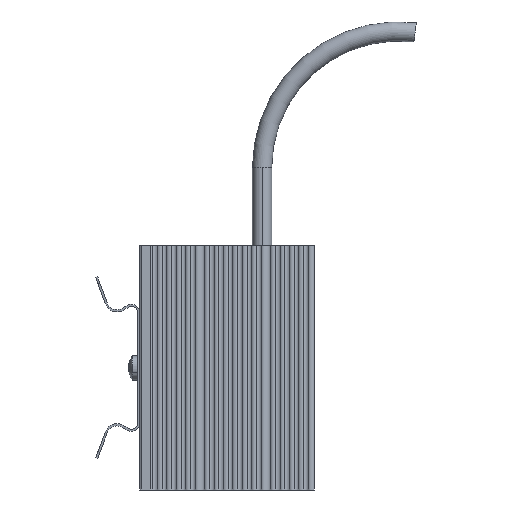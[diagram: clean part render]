
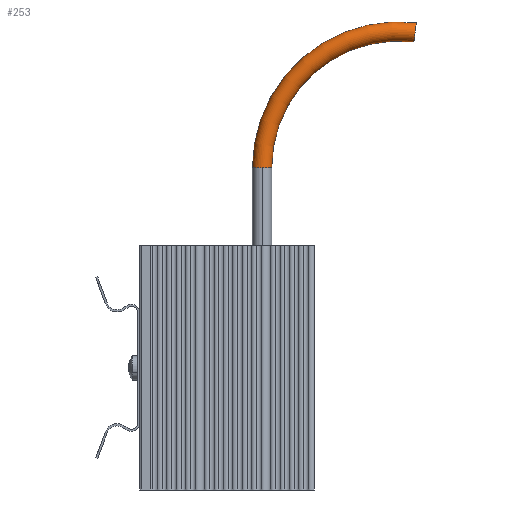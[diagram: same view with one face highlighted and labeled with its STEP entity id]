
A CAD part, front view. The second image highlights one B-rep face of the part: STEP entity #253.
In plain terms, the highlighted toroidal (fillet/blend) face has major radius 39.047 mm and minor radius 2.75 mm.
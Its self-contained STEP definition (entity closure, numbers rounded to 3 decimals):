
#218 = AXIS2_PLACEMENT_3D ( 'NONE', #3903, #3899, #3905 ) ;
#253 = ADVANCED_FACE ( 'NONE', ( #3902 ), #6755, .T. ) ;
#694 = VERTEX_POINT ( 'NONE', #1842 ) ;
#716 = VERTEX_POINT ( 'NONE', #1864 ) ;
#725 = VERTEX_POINT ( 'NONE', #1873 ) ;
#736 = VERTEX_POINT ( 'NONE', #1884 ) ;
#738 = VERTEX_POINT ( 'NONE', #1886 ) ;
#977 = CARTESIAN_POINT ( 'NONE',  ( 39.047, 27.247, 0. ) ) ;
#978 = DIRECTION ( 'NONE',  ( 0., 0., -1. ) ) ;
#979 = DIRECTION ( 'NONE',  ( -1., 0., 0. ) ) ;
#986 = CARTESIAN_POINT ( 'NONE',  ( 39.047, 27.247, 0. ) ) ;
#987 = DIRECTION ( 'NONE',  ( 0., 0., -1. ) ) ;
#988 = DIRECTION ( 'NONE',  ( -1., 0., 0. ) ) ;
#995 = CARTESIAN_POINT ( 'NONE',  ( 0., 27.247, 0. ) ) ;
#996 = DIRECTION ( 'NONE',  ( 0., 1., 0. ) ) ;
#997 = DIRECTION ( 'NONE',  ( 0., 0., 1. ) ) ;
#1004 = CARTESIAN_POINT ( 'NONE',  ( 0., 27.247, 0. ) ) ;
#1005 = DIRECTION ( 'NONE',  ( 0., 1., 0. ) ) ;
#1006 = DIRECTION ( 'NONE',  ( 0., 0., 1. ) ) ;
#1009 = CARTESIAN_POINT ( 'NONE',  ( 43.813, 66.002, 0. ) ) ;
#1010 = DIRECTION ( 'NONE',  ( 0.993, -0.122, 0. ) ) ;
#1011 = DIRECTION ( 'NONE',  ( 0., 0., 1. ) ) ;
#1842 = CARTESIAN_POINT ( 'NONE',  ( 43.477, 63.272, 0. ) ) ;
#1864 = CARTESIAN_POINT ( 'NONE',  ( 0., 27.247, 2.75 ) ) ;
#1873 = CARTESIAN_POINT ( 'NONE',  ( 2.75, 27.247, 0. ) ) ;
#1884 = CARTESIAN_POINT ( 'NONE',  ( 44.148, 68.731, 0. ) ) ;
#1886 = CARTESIAN_POINT ( 'NONE',  ( -2.75, 27.247, 0. ) ) ;
#2733 = EDGE_CURVE ( 'NONE', #738, #736, #10738, .T. ) ;
#2736 = EDGE_CURVE ( 'NONE', #725, #694, #10749, .T. ) ;
#2738 = EDGE_CURVE ( 'NONE', #716, #725, #10767, .T. ) ;
#2742 = EDGE_CURVE ( 'NONE', #738, #716, #10775, .T. ) ;
#2743 = EDGE_CURVE ( 'NONE', #736, #694, #10784, .T. ) ;
#3899 = DIRECTION ( 'NONE',  ( 0., 0., -1. ) ) ;
#3902 = FACE_OUTER_BOUND ( 'NONE', #3949, .T. ) ;
#3903 = CARTESIAN_POINT ( 'NONE',  ( 39.047, 27.247, 0. ) ) ;
#3905 = DIRECTION ( 'NONE',  ( -1., 0., 0. ) ) ;
#3949 = EDGE_LOOP ( 'NONE', ( #7100, #7101, #7102, #7104, #7106 ) ) ;
#6755 = TOROIDAL_SURFACE ( 'NONE', #218, 39.047, 2.75 ) ;
#7100 = ORIENTED_EDGE ( 'NONE', *, *, #2733, .F. ) ;
#7101 = ORIENTED_EDGE ( 'NONE', *, *, #2742, .T. ) ;
#7102 = ORIENTED_EDGE ( 'NONE', *, *, #2738, .T. ) ;
#7104 = ORIENTED_EDGE ( 'NONE', *, *, #2736, .T. ) ;
#7106 = ORIENTED_EDGE ( 'NONE', *, *, #2743, .F. ) ;
#10738 = CIRCLE ( 'NONE', #10751, 41.797 ) ;
#10749 = CIRCLE ( 'NONE', #10764, 36.297 ) ;
#10751 = AXIS2_PLACEMENT_3D ( 'NONE', #977, #978, #979 ) ;
#10764 = AXIS2_PLACEMENT_3D ( 'NONE', #986, #987, #988 ) ;
#10767 = CIRCLE ( 'NONE', #10773, 2.75 ) ;
#10773 = AXIS2_PLACEMENT_3D ( 'NONE', #995, #996, #997 ) ;
#10775 = CIRCLE ( 'NONE', #10786, 2.75 ) ;
#10784 = CIRCLE ( 'NONE', #10790, 2.75 ) ;
#10786 = AXIS2_PLACEMENT_3D ( 'NONE', #1004, #1005, #1006 ) ;
#10790 = AXIS2_PLACEMENT_3D ( 'NONE', #1009, #1010, #1011 ) ;
